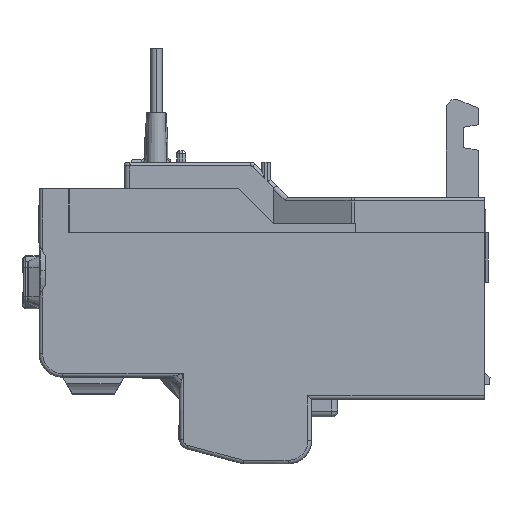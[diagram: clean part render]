
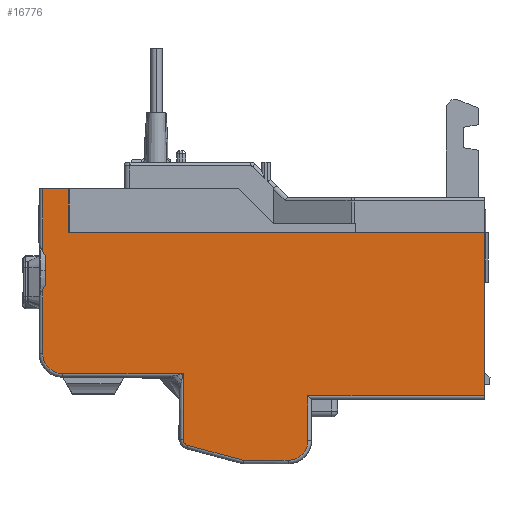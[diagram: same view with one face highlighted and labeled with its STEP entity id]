
A CAD part, left-side view. The second image highlights one B-rep face of the part: STEP entity #16776.
In plain terms, the highlighted planar face has unit normal (-1, 0, 0).
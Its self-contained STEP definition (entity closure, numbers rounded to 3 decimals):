
#175=DIRECTION('',(0.,1.,0.));
#176=VECTOR('',#175,71.);
#177=CARTESIAN_POINT('',(-16.056,-43.985,14.61));
#178=LINE('',#177,#176);
#422=DIRECTION('',(0.,0.,1.));
#423=VECTOR('',#422,7.5);
#424=CARTESIAN_POINT('',(-16.056,27.015,14.61));
#425=LINE('',#424,#423);
#492=CARTESIAN_POINT('',(-16.056,6.415,-20.769));
#493=DIRECTION('',(1.,0.,0.));
#494=DIRECTION('',(0.,0.259,-0.966));
#495=AXIS2_PLACEMENT_3D('',#492,#493,#494);
#500=CARTESIAN_POINT('',(-16.056,28.015,-6.09));
#501=DIRECTION('',(1.,0.,0.));
#502=DIRECTION('',(0.,0.,-1.));
#503=AXIS2_PLACEMENT_3D('',#500,#501,#502);
#508=DIRECTION('',(0.,-0.5,0.866));
#509=VECTOR('',#508,0.8);
#510=CARTESIAN_POINT('',(-16.056,31.415,4.817));
#511=LINE('',#510,#509);
#515=DIRECTION('',(0.,0.5,0.866));
#516=VECTOR('',#515,0.8);
#517=CARTESIAN_POINT('',(-16.056,31.015,10.71));
#518=LINE('',#517,#516);
#522=DIRECTION('',(0.,-1.,0.));
#523=VECTOR('',#522,4.4);
#524=CARTESIAN_POINT('',(-16.056,31.415,22.11));
#525=LINE('',#524,#523);
#529=DIRECTION('',(0.,0.,-1.));
#530=VECTOR('',#529,27.9);
#531=CARTESIAN_POINT('',(-16.056,-43.985,14.61));
#532=LINE('',#531,#530);
#536=CARTESIAN_POINT('',(-16.056,-10.485,
-20.89));
#537=DIRECTION('',(1.,0.,0.));
#538=DIRECTION('',(0.,-1.,0.));
#539=AXIS2_PLACEMENT_3D('',#536,#537,#538);
#544=DIRECTION('',(0.,0.966,0.259));
#545=VECTOR('',#544,9.874);
#546=CARTESIAN_POINT('',(-16.056,-2.864,
-24.29));
#547=LINE('',#546,#545);
#575=DIRECTION('',(0.,0.,-1.));
#576=VECTOR('',#575,11.278);
#577=CARTESIAN_POINT('',(-16.056,7.415,-9.49));
#578=LINE('',#577,#576);
#1000=DIRECTION('',(0.,-1.,0.));
#1001=VECTOR('',#1000,7.621);
#1002=CARTESIAN_POINT('',(-16.056,-2.864,
-24.29));
#1003=LINE('',#1002,#1001);
#1662=DIRECTION('',(0.,0.,1.));
#1663=VECTOR('',#1662,7.6);
#1664=CARTESIAN_POINT('',(-16.056,-13.885,
-20.89));
#1665=LINE('',#1664,#1663);
#1690=CARTESIAN_POINT('',(-16.056,-13.885,
-13.29));
#1695=DIRECTION('',(0.,-1.,0.));
#1696=VECTOR('',#1695,30.1);
#1697=CARTESIAN_POINT('',(-16.056,-13.885,
-13.29));
#1698=LINE('',#1697,#1696);
#2344=DIRECTION('',(0.,0.,-1.));
#2345=VECTOR('',#2344,5.2);
#2346=CARTESIAN_POINT('',(-16.056,31.015,10.71));
#2347=LINE('',#2346,#2345);
#11171=DIRECTION('',(0.,0.,-1.));
#11172=VECTOR('',#11171,10.907);
#11173=CARTESIAN_POINT('',(-16.056,31.415,
4.817));
#11174=LINE('',#11173,#11172);
#11217=DIRECTION('',(0.,-1.,0.));
#11218=VECTOR('',#11217,20.6);
#11219=CARTESIAN_POINT('',(-16.056,28.015,
-9.49));
#11220=LINE('',#11219,#11218);
#11897=DIRECTION('',(0.,0.,-1.));
#11898=VECTOR('',#11897,10.707);
#11899=CARTESIAN_POINT('',(-16.056,31.415,
22.11));
#11900=LINE('',#11899,#11898);
#14175=CARTESIAN_POINT('',(-16.056,-10.485,
-24.29));
#14176=VERTEX_POINT('',#14175);
#14177=CARTESIAN_POINT('',(-16.056,-13.885,
-20.89));
#14178=VERTEX_POINT('',#14177);
#14810=CARTESIAN_POINT('',(-16.056,-43.985,
14.61));
#14811=VERTEX_POINT('',#14810);
#14812=CARTESIAN_POINT('',(-16.056,27.015,
14.61));
#14813=VERTEX_POINT('',#14812);
#14996=CARTESIAN_POINT('',(-16.056,-43.985,-13.29));
#14997=VERTEX_POINT('',#14996);
#15030=VERTEX_POINT('',#1690);
#15031=CARTESIAN_POINT('',(-16.056,6.673,
-21.735));
#15032=CARTESIAN_POINT('',(-16.056,7.415,
-20.769));
#15033=VERTEX_POINT('',#15031);
#15034=VERTEX_POINT('',#15032);
#15035=CARTESIAN_POINT('',(-16.056,7.415,
-9.49));
#15036=VERTEX_POINT('',#15035);
#15037=CARTESIAN_POINT('',(-16.056,28.015,
-9.49));
#15038=VERTEX_POINT('',#15037);
#15039=CARTESIAN_POINT('',(-16.056,31.415,
-6.09));
#15040=VERTEX_POINT('',#15039);
#15041=CARTESIAN_POINT('',(-16.056,31.415,
4.817));
#15042=VERTEX_POINT('',#15041);
#15043=CARTESIAN_POINT('',(-16.056,31.015,
5.51));
#15044=VERTEX_POINT('',#15043);
#15045=CARTESIAN_POINT('',(-16.056,31.015,
10.71));
#15046=VERTEX_POINT('',#15045);
#15047=CARTESIAN_POINT('',(-16.056,31.415,
11.403));
#15048=VERTEX_POINT('',#15047);
#15049=CARTESIAN_POINT('',(-16.056,31.415,
22.11));
#15050=VERTEX_POINT('',#15049);
#15051=CARTESIAN_POINT('',(-16.056,27.015,
22.11));
#15052=VERTEX_POINT('',#15051);
#15053=CARTESIAN_POINT('',(-16.056,-2.864,
-24.29));
#15054=VERTEX_POINT('',#15053);
#16735=CARTESIAN_POINT('',(-16.056,-6.285,-1.09));
#16736=DIRECTION('',(1.,0.,0.));
#16737=DIRECTION('',(0.,0.,1.));
#16738=AXIS2_PLACEMENT_3D('',#16735,#16736,#16737);
#16739=PLANE('',#16738);
#16741=ORIENTED_EDGE('',*,*,#16740,.T.);
#16743=ORIENTED_EDGE('',*,*,#16742,.F.);
#16745=ORIENTED_EDGE('',*,*,#16744,.F.);
#16747=ORIENTED_EDGE('',*,*,#16746,.T.);
#16749=ORIENTED_EDGE('',*,*,#16748,.F.);
#16751=ORIENTED_EDGE('',*,*,#16750,.T.);
#16753=ORIENTED_EDGE('',*,*,#16752,.F.);
#16755=ORIENTED_EDGE('',*,*,#16754,.T.);
#16757=ORIENTED_EDGE('',*,*,#16756,.F.);
#16759=ORIENTED_EDGE('',*,*,#16758,.T.);
#16760=ORIENTED_EDGE('',*,*,#16633,.F.);
#16761=ORIENTED_EDGE('',*,*,#16447,.F.);
#16763=ORIENTED_EDGE('',*,*,#16762,.T.);
#16765=ORIENTED_EDGE('',*,*,#16764,.F.);
#16767=ORIENTED_EDGE('',*,*,#16766,.F.);
#16769=ORIENTED_EDGE('',*,*,#16768,.T.);
#16771=ORIENTED_EDGE('',*,*,#16770,.F.);
#16773=ORIENTED_EDGE('',*,*,#16772,.T.);
#16774=EDGE_LOOP('',(#16741,#16743,#16745,#16747,#16749,#16751,#16753,#16755,
#16757,#16759,#16760,#16761,#16763,#16765,#16767,#16769,#16771,#16773));
#16775=FACE_OUTER_BOUND('',#16774,.F.);
#496=CIRCLE('',#495,1.);
#504=CIRCLE('',#503,3.4);
#540=CIRCLE('',#539,3.4);
#16447=EDGE_CURVE('',#14811,#14813,#178,.T.);
#16633=EDGE_CURVE('',#14813,#15052,#425,.T.);
#16740=EDGE_CURVE('',#15033,#15034,#496,.T.);
#16742=EDGE_CURVE('',#15036,#15034,#578,.T.);
#16744=EDGE_CURVE('',#15038,#15036,#11220,.T.);
#16746=EDGE_CURVE('',#15038,#15040,#504,.T.);
#16748=EDGE_CURVE('',#15042,#15040,#11174,.T.);
#16750=EDGE_CURVE('',#15042,#15044,#511,.T.);
#16752=EDGE_CURVE('',#15046,#15044,#2347,.T.);
#16754=EDGE_CURVE('',#15046,#15048,#518,.T.);
#16756=EDGE_CURVE('',#15050,#15048,#11900,.T.);
#16758=EDGE_CURVE('',#15050,#15052,#525,.T.);
#16762=EDGE_CURVE('',#14811,#14997,#532,.T.);
#16764=EDGE_CURVE('',#15030,#14997,#1698,.T.);
#16766=EDGE_CURVE('',#14178,#15030,#1665,.T.);
#16768=EDGE_CURVE('',#14178,#14176,#540,.T.);
#16770=EDGE_CURVE('',#15054,#14176,#1003,.T.);
#16772=EDGE_CURVE('',#15054,#15033,#547,.T.);
#16776=ADVANCED_FACE('',(#16775),#16739,.F.);
